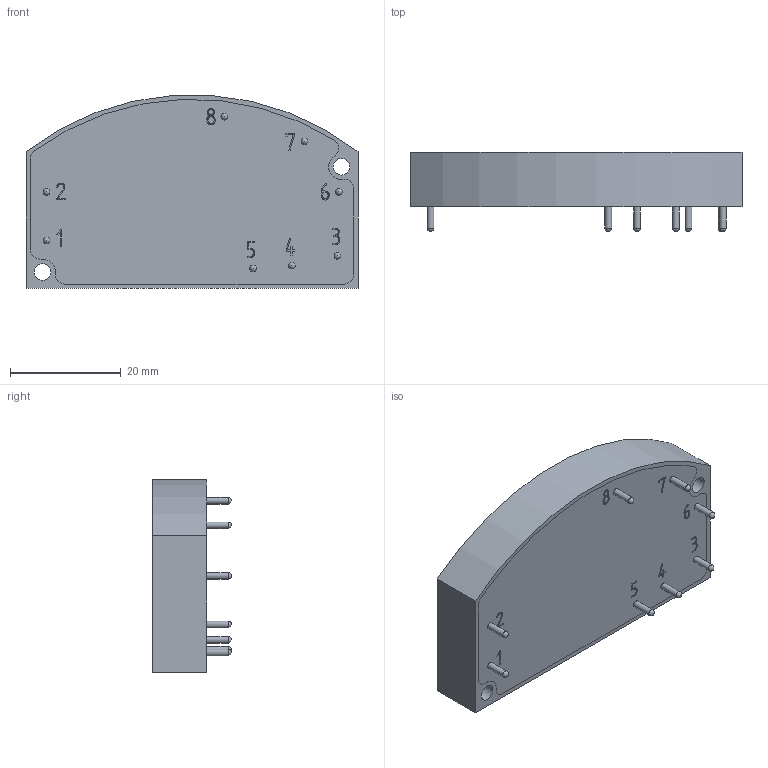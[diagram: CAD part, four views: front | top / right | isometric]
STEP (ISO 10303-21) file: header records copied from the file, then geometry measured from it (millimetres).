
FILE_DESCRIPTION(/* description */ ('Unknown'),/* implementation_level */ '2;1');
FILE_NAME(/* name */ 'M7159001',/* time_stamp */ '2020-04-17T15:02:55-04:00',/* author */ ('Unknown'),/* organization */ ('Unknown'),/* preprocessor_version */ 'ST-DEVELOPER v16.7',/* originating_system */ 'DEX',/* authorisation */ $);
FILE_SCHEMA (('CONFIG_CONTROL_DESIGN'));
Length unit declared in the file: millimetre
Products named in the file (1): M7159001
Bounding box: 60 x 14.26 x 34.87 mm (x, y, z)
Volume: 18560.9 mm3; surface area: 5805.6 mm2
Topology: 1 solids, 1 shells, 103 faces, 285 edges, 196 vertices
Faces by surface type: plane 63, bspline 21, cylinder 11, sphere 8
Full cylindrical faces by diameter (mm): 1.2 x8, 3 x2
Entity records: 5125 total; most frequent: CARTESIAN_POINT 2216, ORIENTED_EDGE 494, DIRECTION 312, EDGE_CURVE 247, VERTEX_POINT 178, EDGE_LOOP 139, FACE_BOUND 139, B_SPLINE_CURVE_WITH_KNOTS 134
